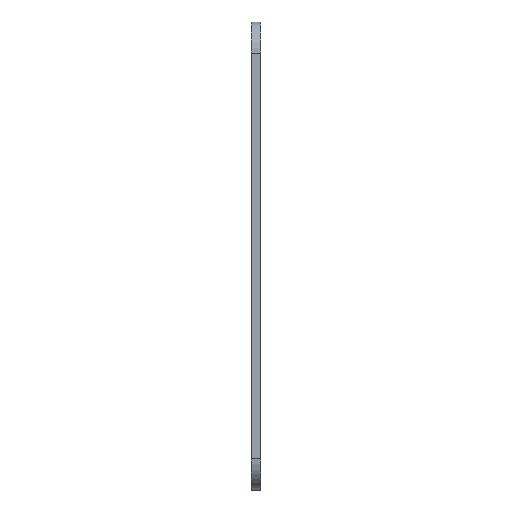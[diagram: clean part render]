
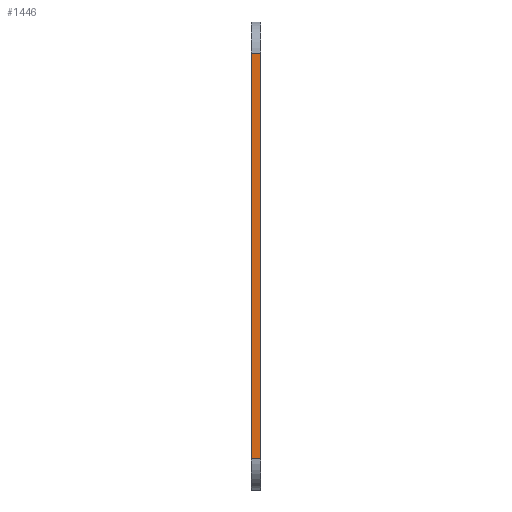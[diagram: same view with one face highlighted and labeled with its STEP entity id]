
A CAD part, left-side view. The second image highlights one B-rep face of the part: STEP entity #1446.
In plain terms, the highlighted planar face has unit normal (-1, 0, 0).
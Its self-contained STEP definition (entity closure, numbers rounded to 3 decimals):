
#39=PLANE('',#1536);
#82=FACE_OUTER_BOUND('',#156,.T.);
#156=EDGE_LOOP('',(#985,#986,#987,#988));
#254=LINE('',#2110,#406);
#255=LINE('',#2113,#407);
#256=LINE('',#2115,#408);
#257=LINE('',#2116,#409);
#406=VECTOR('',#1680,10.);
#407=VECTOR('',#1683,10.);
#408=VECTOR('',#1684,10.);
#409=VECTOR('',#1685,10.);
#621=VERTEX_POINT('',#2103);
#624=VERTEX_POINT('',#2108);
#625=VERTEX_POINT('',#2112);
#626=VERTEX_POINT('',#2114);
#768=EDGE_CURVE('',#624,#621,#254,.T.);
#769=EDGE_CURVE('',#625,#624,#255,.T.);
#770=EDGE_CURVE('',#626,#625,#256,.T.);
#771=EDGE_CURVE('',#621,#626,#257,.T.);
#985=ORIENTED_EDGE('',*,*,#768,.F.);
#986=ORIENTED_EDGE('',*,*,#769,.F.);
#987=ORIENTED_EDGE('',*,*,#770,.F.);
#988=ORIENTED_EDGE('',*,*,#771,.F.);
#1446=ADVANCED_FACE('',(#82),#39,.T.);
#1536=AXIS2_PLACEMENT_3D('',#2111,#1681,#1682);
#1680=DIRECTION('',(0.,1.,0.));
#1681=DIRECTION('center_axis',(-1.,0.,0.));
#1682=DIRECTION('ref_axis',(0.,0.,1.));
#1683=DIRECTION('',(0.,0.,-1.));
#1684=DIRECTION('',(0.,-1.,0.));
#1685=DIRECTION('',(0.,0.,1.));
#2103=CARTESIAN_POINT('',(-12.644,1.5,54.652));
#2108=CARTESIAN_POINT('',(-12.644,0.,54.652));
#2110=CARTESIAN_POINT('',(-12.644,0.,54.652));
#2111=CARTESIAN_POINT('Origin',(-12.644,0.,49.652));
#2112=CARTESIAN_POINT('',(-12.644,0.,119.771));
#2113=CARTESIAN_POINT('',(-12.644,0.,124.771));
#2114=CARTESIAN_POINT('',(-12.644,1.5,119.771));
#2115=CARTESIAN_POINT('',(-12.644,0.,119.771));
#2116=CARTESIAN_POINT('',(-12.644,1.5,124.771));
